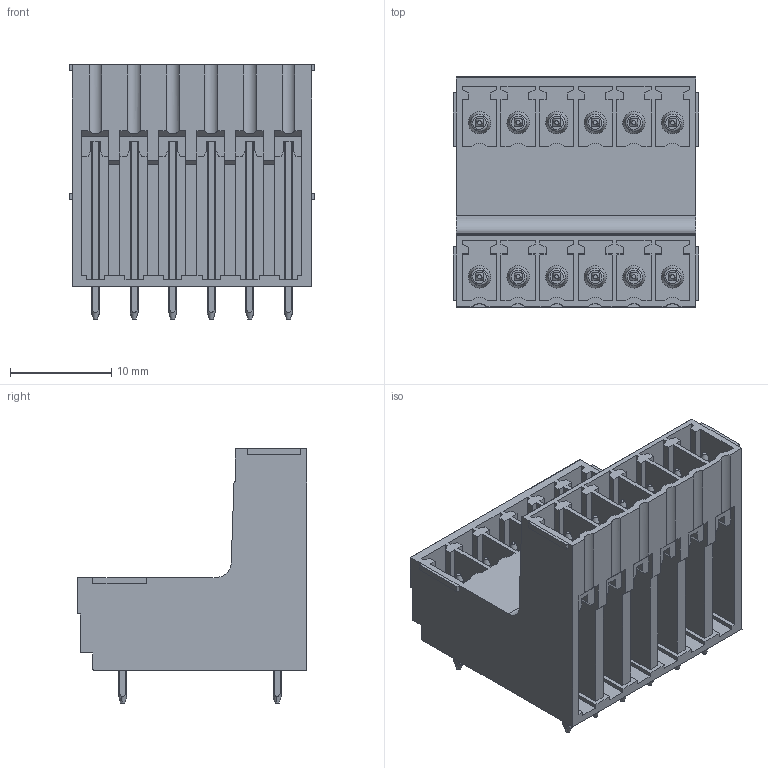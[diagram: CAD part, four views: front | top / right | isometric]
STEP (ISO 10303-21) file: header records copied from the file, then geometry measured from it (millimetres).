
FILE_DESCRIPTION(('CATIA V5 STEP Exchange','CAx-IF Rec.Pracs.--- Model Styling and Organization---1.2---2011-12-15'),'2;1');
FILE_NAME ('D1447334_0_1035520000_1035520000.stp','2018-10-13T11:20:42+00:00',('none'),('Weidmueller'),'CATIA Version 5-6 Release 2014','CATIA V5 STEP AP214','none');
FILE_SCHEMA(('AUTOMOTIVE_DESIGN { 1 0 10303 214 1 1 1 1 }'));
Length unit declared in the file: millimetre
Products named in the file (1): 1035520000
Bounding box: 24.25 x 22.7 x 25.1 mm (x, y, z)
Volume: 4963.5 mm3; surface area: 5709.3 mm2
Topology: 13 solids, 13 shells, 710 faces, 1964 edges, 1304 vertices
Faces by surface type: plane 469, cylinder 145, cone 72, torus 24
Entity records: 23113 total; most frequent: CARTESIAN_POINT 6803, ORIENTED_EDGE 3928, DIRECTION 2414, EDGE_CURVE 1964, VECTOR 1380, LINE 1380, VERTEX_POINT 1304, EDGE_LOOP 770
